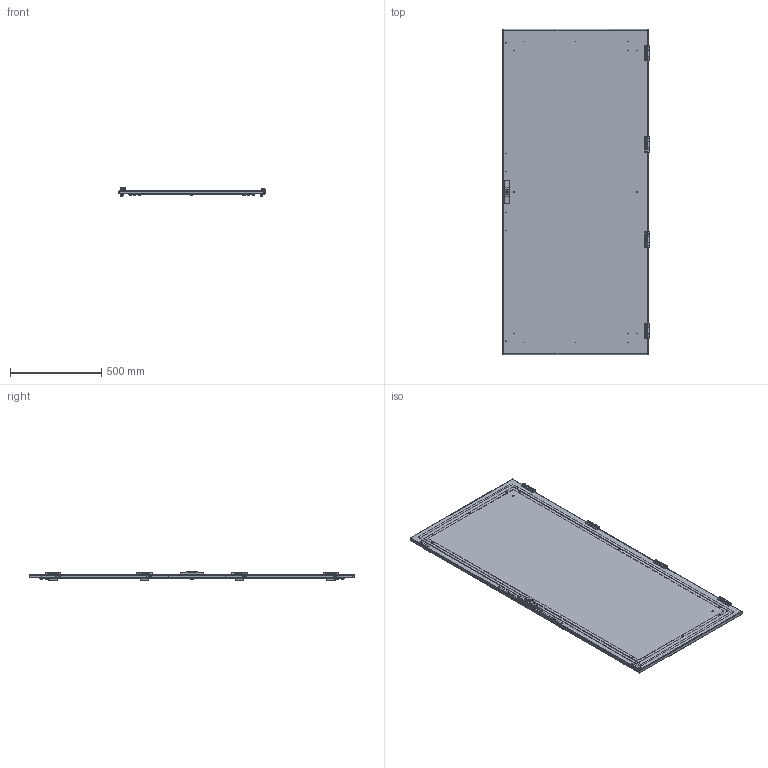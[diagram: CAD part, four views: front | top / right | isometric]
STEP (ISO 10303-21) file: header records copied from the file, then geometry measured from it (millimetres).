
FILE_DESCRIPTION (( 'STEP AP203' ), '1' );
FILE_NAME ('UR88107188000 Äâåðü ãëóõàÿ RS52 180.80 ÍÏ (000.801.527-02).STEP', '2022-04-08T09:14:38', ( '' ), ( '' ), 'SwSTEP 2.0', 'SolidWorks 2017', '' );
FILE_SCHEMA (( 'CONFIG_CONTROL_DESIGN' ));
Length unit declared in the file: millimetre
Products named in the file (32): 054-201 Ïîïåðå÷èíà äâåðè RS52_02 (00.80); Øïèëüêà ðåçüáîâàÿ Ì6_Œ6å12; 037-54 Âíåøíÿÿ ÷àñòü ïåòëè íàðóæíîé; 012-2052 眈翴錪 鳱歑醂02 (180.80); MS896 Çàìîê-íàêëàäêà îñíîâíàÿ äëÿ LC_Žâªàëâ®; 000.203.288 Äâåðü ãëóõàÿ RS52 180.00_02 (180.80); 028-126 Ñêîáà LC3; Âèíò DIN 7984 TORX_Œ5å10; 028-98 Ñêîáà; 029-373 Ñîåäèíèòåëü óãëîâîé ðàìêè äâåðè RS52; 000.800.094 Ïëàíêà çàïîðíàÿ_03 (180.00); 000.800.075 Ïåòëÿ íàðóæíàÿ LC3_‡ ªàëâ®; Øïèëüêà ðåçüáîâàÿ Ì6_Œ5å12; 040-196 Ïëàíêà çàïîðíàÿ_03 (180.00); 040-194 Ïëàíêà çàïîðíàÿ_00 (120.00, 180.00 - 220.00); 037-53 Âíóòðåííÿÿ ÷àñòü ïåòëè íàðóæíîé; Âèíò DIN 7500 C TORX_Œ5å16; 000.800.093 Ïëàíêà çàïîðíàÿ_03 (180.00); 054-200 Ñòîéêà äâåðè RS52_03 (180.00); Óïëîòíèòåëü ÏÏÓ äëÿ äâåðêè LC3_11 (180å80); 000.210.570 Îñíîâàíèå äâåðè RS52 180.00_02 (180.80); 000.231.045 Ðàìà óñèëèâàþùàÿ RS52_15 (180.80); 048-07 Ïðóæèíà ïåòëè íàðóæíîé çàæèìíàÿ; Ãàéêà Ýðèêñîíà Ì5 ñ ïëîñêîé ãîëîâêîé; Âèíò ISO 10642 TX_Œ5å10; Ãàéêà øåñòèãðàííàÿ âûñîêàÿ ñàìîñòîïîðÿùàÿñÿ ñ ôëàíöåì ÃÎÑÒ ISO 7043_Œ6; Âèíò ISO 10642 TX_Œ5å16; UR88107188000 Äâåðü ãëóõàÿ RS52 180.80 ÍÏ (000.801.527-02); 016-95 Øòûðü ïåòëè íàðóæíîé LC3; Øïèëüêà çàçåìëåíèÿ CKF CS_Œ6å16; 040-195 Ïëàíêà çàïîðíàÿ_03 (180.00); Øàéáà 6402 Ò_Œ6
Assembly tree (115 placements, depth 4):
  UR88107188000 Äâåðü ãëóõàÿ RS52 180.80 ÍÏ (000.801.527-02)
    000.203.288 Äâåðü ãëóõàÿ RS52 180.00_02 (180.80)
      000.210.570 Îñíîâàíèå äâåðè RS52 180.00_02 (180.80)
        012-2052 眈翴錪 鳱歑醂02 (180.80)
        Øïèëüêà çàçåìëåíèÿ CKF CS_Œ6å16  x2
        Øïèëüêà ðåçüáîâàÿ Ì6_Œ5å12  x12
        Øïèëüêà ðåçüáîâàÿ Ì6_Œ6å12  x6
      000.231.045 Ðàìà óñèëèâàþùàÿ RS52_15 (180.80)
        054-200 Ñòîéêà äâåðè RS52_03 (180.00)  x2
        054-201 Ïîïåðå÷èíà äâåðè RS52_02 (00.80)  x2
        029-373 Ñîåäèíèòåëü óãëîâîé ðàìêè äâåðè RS52  x4
        Âèíò DIN 7500 C TORX_Œ5å16  x8
      Ãàéêà Ýðèêñîíà Ì5 ñ ïëîñêîé ãîëîâêîé  x12
      Óïëîòíèòåëü ÏÏÓ äëÿ äâåðêè LC3_11 (180å80)
      MS896 Çàìîê-íàêëàäêà îñíîâíàÿ äëÿ LC_Žâªàëâ®
      Âèíò ISO 10642 TX_Œ5å10  x2
      040-194 Ïëàíêà çàïîðíàÿ_00 (120.00, 180.00 - 220.00)
      000.800.093 Ïëàíêà çàïîðíàÿ_03 (180.00)
        040-195 Ïëàíêà çàïîðíàÿ_03 (180.00)
        028-98 Ñêîáà  x2
      000.800.094 Ïëàíêà çàïîðíàÿ_03 (180.00)
        040-196 Ïëàíêà çàïîðíàÿ_03 (180.00)
        028-98 Ñêîáà  x2
      Øàéáà 6402 Ò_Œ6  x6
      Ãàéêà øåñòèãðàííàÿ âûñîêàÿ ñàìîñòîïîðÿùàÿñÿ ñ ôëàíöåì ÃÎÑÒ ISO 7043_Œ6  x6
    028-126 Ñêîáà LC3  x4
    Âèíò ISO 10642 TX_Œ5å16  x16
    000.800.075 Ïåòëÿ íàðóæíàÿ LC3_‡ ªàëâ®  x4
      037-53 Âíóòðåííÿÿ ÷àñòü ïåòëè íàðóæíîé
      037-54 Âíåøíÿÿ ÷àñòü ïåòëè íàðóæíîé
      048-07 Ïðóæèíà ïåòëè íàðóæíîé çàæèìíàÿ
      016-95 Øòûðü ïåòëè íàðóæíîé LC3
    Âèíò DIN 7984 TORX_Œ5å10  x8
Bounding box: 801.3 x 1784 x 48.05 mm (x, y, z)
Volume: 4103151 mm3; surface area: 4116143 mm2
Topology: 129 solids, 133 shells, 4920 faces, 13049 edges, 8361 vertices
Faces by surface type: cylinder 2263, plane 1679, cone 560, torus 230, bspline 172, sphere 16
Entity records: 52362 total; most frequent: CARTESIAN_POINT 10900, DIRECTION 7802, ORIENTED_EDGE 7236, EDGE_CURVE 3621, AXIS2_PLACEMENT_3D 2978, VERTEX_POINT 2340, LINE 1846, VECTOR 1846
